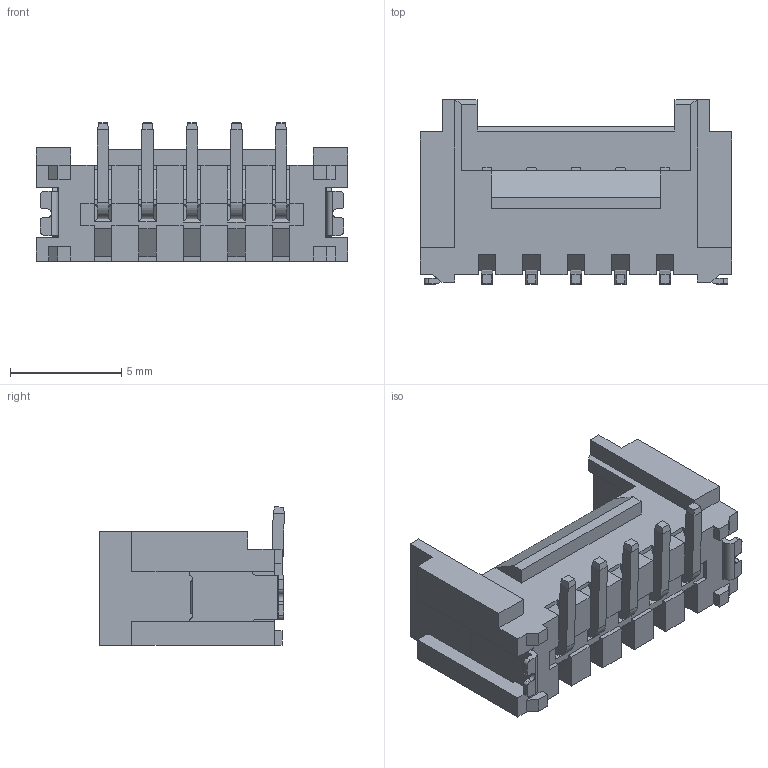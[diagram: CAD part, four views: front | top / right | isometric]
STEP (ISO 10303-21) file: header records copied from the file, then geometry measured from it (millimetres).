
FILE_DESCRIPTION (( 'STEP AP214' ), '1' );
FILE_NAME ('WF09-0N05T83N11.STEP', '2023-08-11T14:50:42', ( '' ), ( '' ), 'SwSTEP 2.0', 'SolidWorks 2023', '' );
FILE_SCHEMA (( 'AUTOMOTIVE_DESIGN' ));
Length unit declared in the file: millimetre
Products named in the file (1): WF09-0N05T83N11
Bounding box: 14 x 8.3 x 6.22 mm (x, y, z)
Volume: 220 mm3; surface area: 710.1 mm2
Topology: 1 solids, 1 shells, 361 faces, 1001 edges, 644 vertices
Faces by surface type: plane 317, cylinder 44
Entity records: 15041 total; most frequent: CARTESIAN_POINT 2031, ORIENTED_EDGE 2002, DIRECTION 1809, EDGE_CURVE 1001, LINE 901, VECTOR 901, VERTEX_POINT 644, AXIS2_PLACEMENT_3D 454
